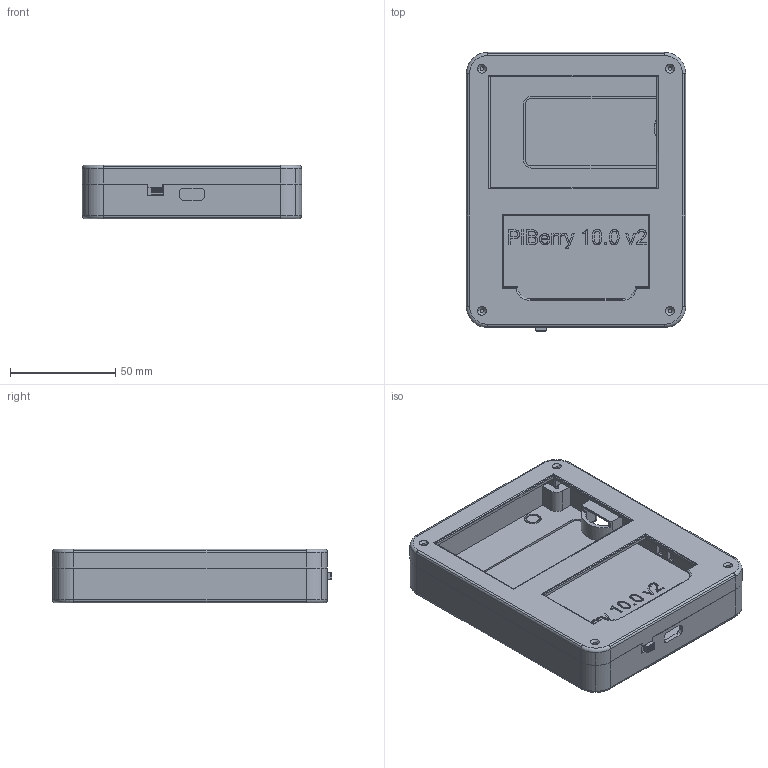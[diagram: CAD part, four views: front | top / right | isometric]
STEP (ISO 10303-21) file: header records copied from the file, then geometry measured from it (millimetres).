
FILE_DESCRIPTION(('STEP AP242'),'1');
FILE_NAME('PiBerry_10.0_v2_simple.stp','2024-10-02T21:10:59',(' '),(' '),'Spatial InterOp 3D',' ',' ');
FILE_SCHEMA(('AP242_MANAGED_MODEL_BASED_3D_ENGINEERING_MIM_LF {1 0 10303 442 1 1 4}'));
Length unit declared in the file: millimetre
Products named in the file (4): PiBerry_10.0_v2_simple; PiBerry_10.0_v2_simple_upper_part; PiBerry_10.0_v2_simple_lower_part; sliding_switch
Assembly tree (3 placements, depth 2):
  PiBerry_10.0_v2_simple
    PiBerry_10.0_v2_simple_upper_part
    PiBerry_10.0_v2_simple_lower_part
    sliding_switch
Bounding box: 104 x 132.35 x 25.44 mm (x, y, z)
Volume: 63135.9 mm3; surface area: 64925.8 mm2
Topology: 3 solids, 3 shells, 556 faces, 1493 edges, 973 vertices
Faces by surface type: plane 315, cylinder 183, extrusion 30, cone 12, torus 12, sphere 4
Entity records: 17855 total; most frequent: CARTESIAN_POINT 3577, ORIENTED_EDGE 2978, DIRECTION 2892, EDGE_CURVE 1489, VECTOR 1062, LINE 1032, VERTEX_POINT 977, AXIS2_PLACEMENT_3D 915
